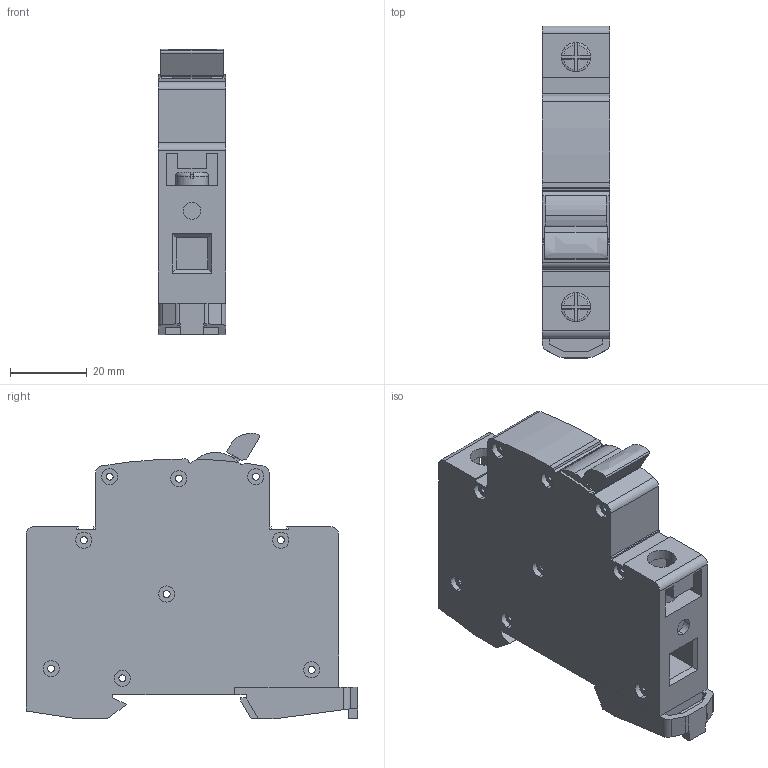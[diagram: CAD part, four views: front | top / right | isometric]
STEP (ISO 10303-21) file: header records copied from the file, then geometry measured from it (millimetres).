
FILE_DESCRIPTION (( 'STEP AP203' ), '1' );
FILE_NAME ('Âûêëþ÷àòåëü àâòîìàòè÷åñêèé AV-6 1P 10A (C) 6êÀ EKF AVERES (mcb6-1-10C-av).STEP', '2022-09-01T13:14:01', ( '' ), ( '' ), 'SwSTEP 2.0', 'SolidWorks 2021', '' );
FILE_SCHEMA (( 'CONFIG_CONTROL_DESIGN' ));
Length unit declared in the file: millimetre
Products named in the file (1): Âûêëþ÷àòåëü àâòîìàòè÷åñêèé AV-6 1P 10A (C) 6êÀ EKF AVERES (mcb6-1-10C-av)
Bounding box: 17.5 x 86.2 x 74.18 mm (x, y, z)
Volume: 74739.4 mm3; surface area: 19244.7 mm2
Topology: 1 solids, 1 shells, 288 faces, 749 edges, 492 vertices
Faces by surface type: plane 191, cylinder 92, torus 4, bspline 1
Entity records: 9061 total; most frequent: CARTESIAN_POINT 1759, ORIENTED_EDGE 1498, DIRECTION 1483, EDGE_CURVE 749, VECTOR 519, LINE 519, VERTEX_POINT 492, AXIS2_PLACEMENT_3D 482
